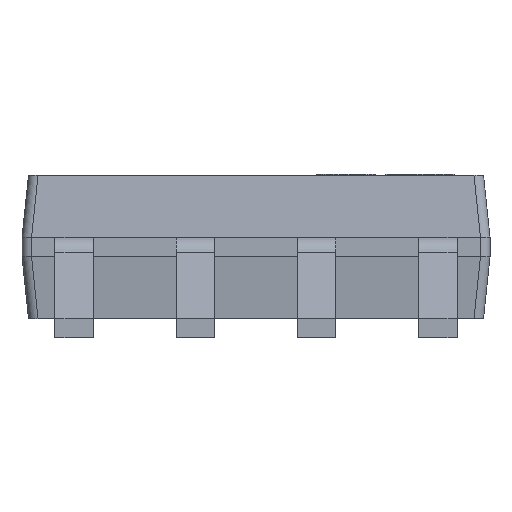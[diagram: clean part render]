
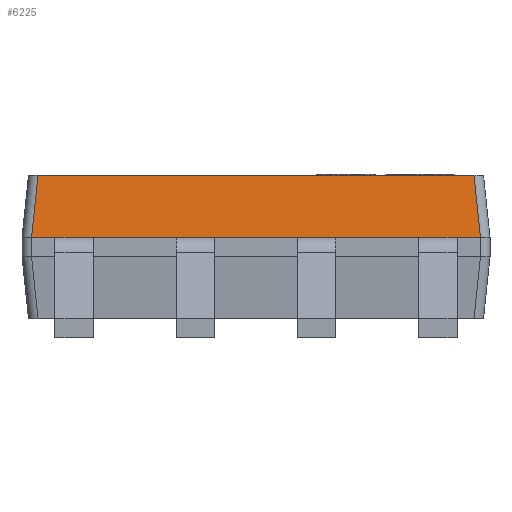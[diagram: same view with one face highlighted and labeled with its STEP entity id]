
A CAD part, front view. The second image highlights one B-rep face of the part: STEP entity #6225.
In plain terms, the highlighted planar face has unit normal (0, -0.995, 0.104).
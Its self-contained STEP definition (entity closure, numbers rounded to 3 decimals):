
#96 = DIRECTION ( 'NONE',  ( -1., 0., 0. ) ) ;
#101 = CARTESIAN_POINT ( 'NONE',  ( 2.258, -1.907, 0.235 ) ) ;
#189 = VERTEX_POINT ( 'NONE', #231 ) ;
#231 = CARTESIAN_POINT ( 'NONE',  ( -2.105, -2., -0.65 ) ) ;
#526 = CARTESIAN_POINT ( 'NONE',  ( 2.282, -1.932, 0. ) ) ;
#537 = EDGE_CURVE ( 'NONE', #14484, #13483, #5974, .T. ) ;
#610 = EDGE_LOOP ( 'NONE', ( #16559, #6314, #5131, #6396, #14344, #6476, #4039, #11064, #9845, #9232, #2836, #6031, #9767, #6247 ) ) ;
#712 = CARTESIAN_POINT ( 'NONE',  ( 2.351, -2., -0.65 ) ) ;
#748 = CARTESIAN_POINT ( 'NONE',  ( 2.105, -2., -0.65 ) ) ;
#1065 = VERTEX_POINT ( 'NONE', #14891 ) ;
#1206 = VECTOR ( 'NONE', #15990, 1000. ) ;
#1497 = VERTEX_POINT ( 'NONE', #7738 ) ;
#1744 = DIRECTION ( 'NONE',  ( -1., 0., 0. ) ) ;
#1901 = LINE ( 'NONE', #7046, #5151 ) ;
#1994 = DIRECTION ( 'NONE',  ( -1., 0., 0. ) ) ;
#2003 = PLANE ( 'NONE',  #2161 ) ;
#2007 = CARTESIAN_POINT ( 'NONE',  ( 2.35, -2., -0.65 ) ) ;
#2161 = AXIS2_PLACEMENT_3D ( 'NONE', #16220, #4703, #9840 ) ;
#2370 = CARTESIAN_POINT ( 'NONE',  ( -2.282, -1.932, 0. ) ) ;
#2543 = EDGE_CURVE ( 'NONE', #13483, #16019, #10407, .T. ) ;
#2572 = DIRECTION ( 'NONE',  ( -1., 0., 0. ) ) ;
#2778 = LINE ( 'NONE', #7906, #3524 ) ;
#2836 = ORIENTED_EDGE ( 'NONE', *, *, #16219, .F. ) ;
#2946 = DIRECTION ( 'NONE',  ( -1., 0., 0. ) ) ;
#3266 = VECTOR ( 'NONE', #15456, 1000. ) ;
#3413 = EDGE_CURVE ( 'NONE', #1497, #8718, #8417, .T. ) ;
#3416 = CARTESIAN_POINT ( 'NONE',  ( 1.705, -2., -0.65 ) ) ;
#3524 = VECTOR ( 'NONE', #13027, 1000. ) ;
#3729 = EDGE_CURVE ( 'NONE', #15776, #1065, #9347, .T. ) ;
#4039 = ORIENTED_EDGE ( 'NONE', *, *, #3729, .F. ) ;
#4390 = EDGE_CURVE ( 'NONE', #14484, #14086, #5229, .T. ) ;
#4602 = CARTESIAN_POINT ( 'NONE',  ( -2.35, -2., -0.65 ) ) ;
#4703 = DIRECTION ( 'NONE',  ( 0., -0.995, 0.105 ) ) ;
#4709 = VECTOR ( 'NONE', #1744, 1000. ) ;
#4956 = VECTOR ( 'NONE', #2572, 1000. ) ;
#5131 = ORIENTED_EDGE ( 'NONE', *, *, #2543, .T. ) ;
#5151 = VECTOR ( 'NONE', #12164, 1000. ) ;
#5229 = LINE ( 'NONE', #10352, #3266 ) ;
#5279 = DIRECTION ( 'NONE',  ( -0.104, 0.104, 0.989 ) ) ;
#5750 = LINE ( 'NONE', #10867, #1206 ) ;
#5771 = EDGE_CURVE ( 'NONE', #11451, #14086, #11664, .T. ) ;
#5920 = DIRECTION ( 'NONE',  ( -1., 0., 0. ) ) ;
#5974 = LINE ( 'NONE', #11092, #11731 ) ;
#6031 = ORIENTED_EDGE ( 'NONE', *, *, #3413, .F. ) ;
#6225 = ADVANCED_FACE ( 'NONE', ( #13513 ), #2003, .T. ) ;
#6247 = ORIENTED_EDGE ( 'NONE', *, *, #5771, .T. ) ;
#6314 = ORIENTED_EDGE ( 'NONE', *, *, #537, .T. ) ;
#6396 = ORIENTED_EDGE ( 'NONE', *, *, #9968, .F. ) ;
#6440 = EDGE_CURVE ( 'NONE', #1065, #11249, #1901, .T. ) ;
#6476 = ORIENTED_EDGE ( 'NONE', *, *, #6440, .F. ) ;
#6535 = LINE ( 'NONE', #11657, #13235 ) ;
#6836 = CARTESIAN_POINT ( 'NONE',  ( 2.105, -2., -0.65 ) ) ;
#7046 = CARTESIAN_POINT ( 'NONE',  ( -2.45, -2., -0.65 ) ) ;
#7089 = CARTESIAN_POINT ( 'NONE',  ( -2.351, -2., -0.65 ) ) ;
#7148 = CARTESIAN_POINT ( 'NONE',  ( 2.35, -2., -0.65 ) ) ;
#7552 = VECTOR ( 'NONE', #5920, 1000. ) ;
#7738 = CARTESIAN_POINT ( 'NONE',  ( 2.35, -2., -0.65 ) ) ;
#7906 = CARTESIAN_POINT ( 'NONE',  ( -1.705, -2., -0.65 ) ) ;
#8063 = VECTOR ( 'NONE', #5279, 1000. ) ;
#8067 = CARTESIAN_POINT ( 'NONE',  ( 0.835, -2., -0.65 ) ) ;
#8160 = LINE ( 'NONE', #13269, #4709 ) ;
#8247 = VERTEX_POINT ( 'NONE', #8067 ) ;
#8388 = VECTOR ( 'NONE', #2946, 1000. ) ;
#8417 = LINE ( 'NONE', #13507, #15800 ) ;
#8718 = VERTEX_POINT ( 'NONE', #6836 ) ;
#8973 = LINE ( 'NONE', #14056, #4956 ) ;
#9232 = ORIENTED_EDGE ( 'NONE', *, *, #12414, .F. ) ;
#9347 = LINE ( 'NONE', #14435, #8388 ) ;
#9737 = CARTESIAN_POINT ( 'NONE',  ( -2.35, -2., -0.65 ) ) ;
#9767 = ORIENTED_EDGE ( 'NONE', *, *, #13744, .T. ) ;
#9840 = DIRECTION ( 'NONE',  ( -1., 0., 0. ) ) ;
#9845 = ORIENTED_EDGE ( 'NONE', *, *, #13220, .F. ) ;
#9968 = EDGE_CURVE ( 'NONE', #189, #16019, #8160, .T. ) ;
#10116 = CARTESIAN_POINT ( 'NONE',  ( 2.351, -2., -0.65 ) ) ;
#10345 = CARTESIAN_POINT ( 'NONE',  ( -0.435, -2., -0.65 ) ) ;
#10352 = CARTESIAN_POINT ( 'NONE',  ( 2.45, -1.932, 0. ) ) ;
#10407 =( BOUNDED_CURVE ( )  B_SPLINE_CURVE ( 3, ( #16095, #4602, #9737, #14831 ),
 .UNSPECIFIED., .F., .T. ) 
 B_SPLINE_CURVE_WITH_KNOTS ( ( 4, 4 ),
 ( 3.136, 3.142 ),
 .UNSPECIFIED. ) 
 CURVE ( )  GEOMETRIC_REPRESENTATION_ITEM ( )  RATIONAL_B_SPLINE_CURVE ( ( 1., 1., 1., 1. ) ) 
 REPRESENTATION_ITEM ( '' )  );
#10863 = EDGE_CURVE ( 'NONE', #11249, #189, #2778, .T. ) ;
#10867 = CARTESIAN_POINT ( 'NONE',  ( -2.45, -2., -0.65 ) ) ;
#11064 = ORIENTED_EDGE ( 'NONE', *, *, #14329, .F. ) ;
#11092 = CARTESIAN_POINT ( 'NONE',  ( -2.258, -1.907, 0.235 ) ) ;
#11249 = VERTEX_POINT ( 'NONE', #14415 ) ;
#11451 = VERTEX_POINT ( 'NONE', #10116 ) ;
#11493 = VERTEX_POINT ( 'NONE', #12723 ) ;
#11657 = CARTESIAN_POINT ( 'NONE',  ( -2.45, -2., -0.65 ) ) ;
#11664 = LINE ( 'NONE', #101, #8063 ) ;
#11731 = VECTOR ( 'NONE', #16226, 1000. ) ;
#12164 = DIRECTION ( 'NONE',  ( -1., 0., 0. ) ) ;
#12268 = CARTESIAN_POINT ( 'NONE',  ( 2.35, -2., -0.65 ) ) ;
#12306 = LINE ( 'NONE', #748, #7552 ) ;
#12414 = EDGE_CURVE ( 'NONE', #16233, #8247, #6535, .T. ) ;
#12723 = CARTESIAN_POINT ( 'NONE',  ( 0.435, -2., -0.65 ) ) ;
#13027 = DIRECTION ( 'NONE',  ( -1., 0., 0. ) ) ;
#13220 = EDGE_CURVE ( 'NONE', #8247, #11493, #8973, .T. ) ;
#13235 = VECTOR ( 'NONE', #96, 1000. ) ;
#13269 = CARTESIAN_POINT ( 'NONE',  ( -2.45, -2., -0.65 ) ) ;
#13483 = VERTEX_POINT ( 'NONE', #7089 ) ;
#13507 = CARTESIAN_POINT ( 'NONE',  ( -2.45, -2., -0.65 ) ) ;
#13513 = FACE_OUTER_BOUND ( 'NONE', #610, .T. ) ;
#13744 = EDGE_CURVE ( 'NONE', #1497, #11451, #16638, .T. ) ;
#14056 = CARTESIAN_POINT ( 'NONE',  ( 0.835, -2., -0.65 ) ) ;
#14086 = VERTEX_POINT ( 'NONE', #526 ) ;
#14329 = EDGE_CURVE ( 'NONE', #11493, #15776, #5750, .T. ) ;
#14344 = ORIENTED_EDGE ( 'NONE', *, *, #10863, .F. ) ;
#14415 = CARTESIAN_POINT ( 'NONE',  ( -1.705, -2., -0.65 ) ) ;
#14435 = CARTESIAN_POINT ( 'NONE',  ( -0.435, -2., -0.65 ) ) ;
#14484 = VERTEX_POINT ( 'NONE', #2370 ) ;
#14831 = CARTESIAN_POINT ( 'NONE',  ( -2.35, -2., -0.65 ) ) ;
#14891 = CARTESIAN_POINT ( 'NONE',  ( -0.835, -2., -0.65 ) ) ;
#15456 = DIRECTION ( 'NONE',  ( 1., 0., 0. ) ) ;
#15776 = VERTEX_POINT ( 'NONE', #10345 ) ;
#15800 = VECTOR ( 'NONE', #1994, 1000. ) ;
#15990 = DIRECTION ( 'NONE',  ( -1., 0., 0. ) ) ;
#16019 = VERTEX_POINT ( 'NONE', #16455 ) ;
#16095 = CARTESIAN_POINT ( 'NONE',  ( -2.351, -2., -0.65 ) ) ;
#16219 = EDGE_CURVE ( 'NONE', #8718, #16233, #12306, .T. ) ;
#16220 = CARTESIAN_POINT ( 'NONE',  ( 0., -1.932, 0. ) ) ;
#16226 = DIRECTION ( 'NONE',  ( -0.104, -0.104, -0.989 ) ) ;
#16233 = VERTEX_POINT ( 'NONE', #3416 ) ;
#16455 = CARTESIAN_POINT ( 'NONE',  ( -2.35, -2., -0.65 ) ) ;
#16559 = ORIENTED_EDGE ( 'NONE', *, *, #4390, .F. ) ;
#16638 =( BOUNDED_CURVE ( )  B_SPLINE_CURVE ( 3, ( #2007, #7148, #12268, #712 ),
 .UNSPECIFIED., .F., .T. ) 
 B_SPLINE_CURVE_WITH_KNOTS ( ( 4, 4 ),
 ( 3.142, 3.147 ),
 .UNSPECIFIED. ) 
 CURVE ( )  GEOMETRIC_REPRESENTATION_ITEM ( )  RATIONAL_B_SPLINE_CURVE ( ( 1., 1., 1., 1. ) ) 
 REPRESENTATION_ITEM ( '' )  );
